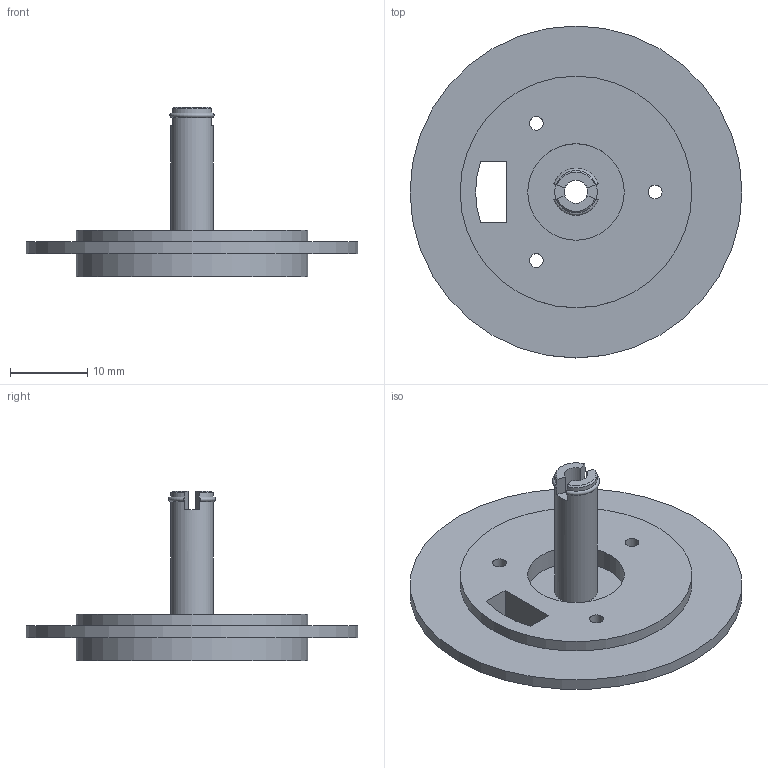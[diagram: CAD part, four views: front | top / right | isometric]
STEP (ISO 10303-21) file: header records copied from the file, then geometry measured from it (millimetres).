
FILE_DESCRIPTION(/* description */ (''),/* implementation_level */ '2;1');
FILE_NAME(/* name */ 'MountBase.step',/* time_stamp */ '2023-11-23T18:00:29+07:00',/* author */ (''),/* organization */ (''),/* preprocessor_version */ 'ST-DEVELOPER v20',/* originating_system */ 'Autodesk Translation Framework v12.14.0.127',/* authorisation */ '');
FILE_SCHEMA (('AUTOMOTIVE_DESIGN { 1 0 10303 214 3 1 1 }'));
Length unit declared in the file: millimetre
Products named in the file (1): MountBase
Bounding box: 43 x 43 x 21.95 mm (x, y, z)
Volume: 4937 mm3; surface area: 4381 mm2
Topology: 1 solids, 1 shells, 45 faces, 117 edges, 77 vertices
Faces by surface type: plane 28, cylinder 13, cone 2, torus 2
Full cylindrical faces by diameter (mm): 1.8 x3, 3 x1, 5.5 x1, 12.5 x1, 30 x2, 43 x1
Entity records: 1442 total; most frequent: DIRECTION 251, CARTESIAN_POINT 240, ORIENTED_EDGE 234, EDGE_CURVE 117, AXIS2_PLACEMENT_3D 88, VERTEX_POINT 77, LINE 75, VECTOR 75
